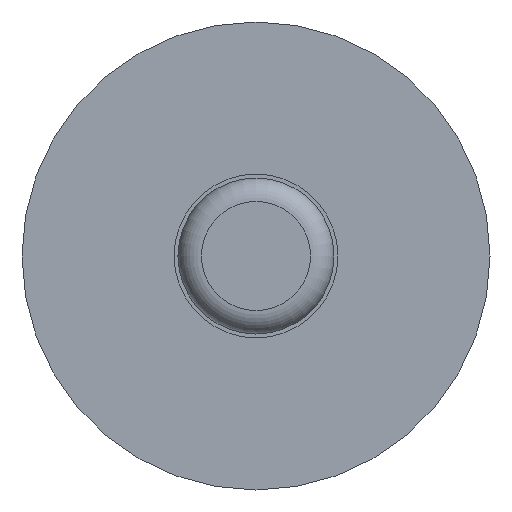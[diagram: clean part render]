
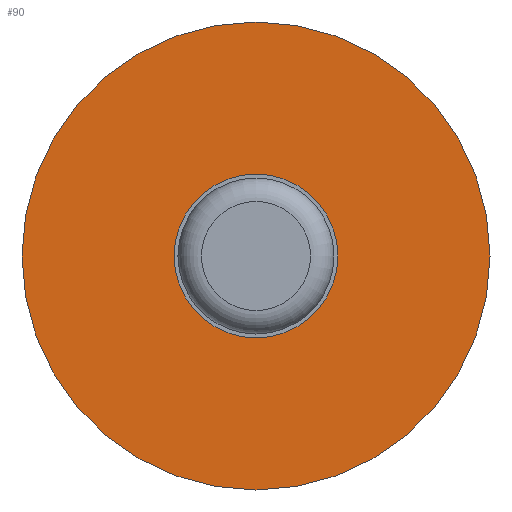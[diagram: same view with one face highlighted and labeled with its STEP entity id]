
A CAD part, left-side view. The second image highlights one B-rep face of the part: STEP entity #90.
In plain terms, the highlighted planar face has unit normal (-1, 0, 0).
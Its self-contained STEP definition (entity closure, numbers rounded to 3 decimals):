
#52 = CARTESIAN_POINT ( 'NONE',  ( 0., 0., 0. ) ) ;
#67 = FACE_BOUND ( 'NONE', #286, .T. ) ;
#90 = ADVANCED_FACE ( 'NONE', ( #67, #313 ), #993, .T. ) ;
#101 = DIRECTION ( 'NONE',  ( -1., 0., 0. ) ) ;
#220 = CARTESIAN_POINT ( 'NONE',  ( 0., 0., 0. ) ) ;
#265 = CIRCLE ( 'NONE', #573, 15. ) ;
#286 = EDGE_LOOP ( 'NONE', ( #712 ) ) ;
#296 = AXIS2_PLACEMENT_3D ( 'NONE', #220, #101, #755 ) ;
#313 = FACE_OUTER_BOUND ( 'NONE', #536, .T. ) ;
#536 = EDGE_LOOP ( 'NONE', ( #633 ) ) ;
#573 = AXIS2_PLACEMENT_3D ( 'NONE', #701, #690, #1027 ) ;
#633 = ORIENTED_EDGE ( 'NONE', *, *, #827, .T. ) ;
#657 = CARTESIAN_POINT ( 'NONE',  ( 0., -5.25, 0. ) ) ;
#675 = VERTEX_POINT ( 'NONE', #1108 ) ;
#687 = CIRCLE ( 'NONE', #910, 5.25 ) ;
#690 = DIRECTION ( 'NONE',  ( -1., 0., 0. ) ) ;
#701 = CARTESIAN_POINT ( 'NONE',  ( 0., 0., 0. ) ) ;
#712 = ORIENTED_EDGE ( 'NONE', *, *, #1116, .T. ) ;
#747 = DIRECTION ( 'NONE',  ( 0., -1., 0. ) ) ;
#755 = DIRECTION ( 'NONE',  ( 0., 0., 1. ) ) ;
#827 = EDGE_CURVE ( 'NONE', #675, #675, #265, .T. ) ;
#851 = DIRECTION ( 'NONE',  ( 1., 0., 0. ) ) ;
#910 = AXIS2_PLACEMENT_3D ( 'NONE', #52, #851, #747 ) ;
#919 = VERTEX_POINT ( 'NONE', #657 ) ;
#993 = PLANE ( 'NONE',  #296 ) ;
#1027 = DIRECTION ( 'NONE',  ( 0., -1., 0. ) ) ;
#1108 = CARTESIAN_POINT ( 'NONE',  ( 0., -15., 0. ) ) ;
#1116 = EDGE_CURVE ( 'NONE', #919, #919, #687, .T. ) ;
